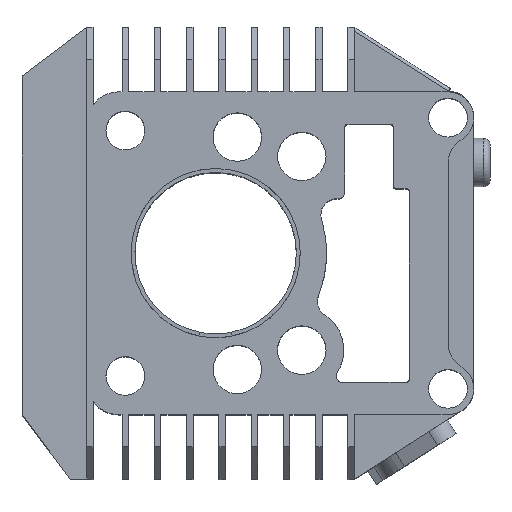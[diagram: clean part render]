
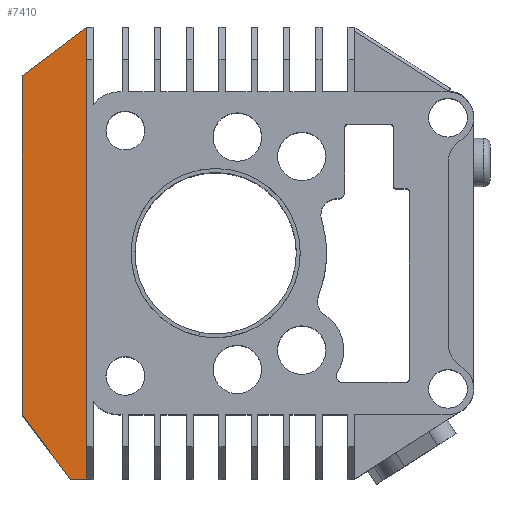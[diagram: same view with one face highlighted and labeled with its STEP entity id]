
A CAD part, top view. The second image highlights one B-rep face of the part: STEP entity #7410.
In plain terms, the highlighted planar face has unit normal (0, 0.011, 1).
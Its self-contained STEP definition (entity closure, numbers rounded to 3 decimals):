
#45=(
BOUNDED_CURVE()
B_SPLINE_CURVE(2,(#12297,#12298,#12299),.UNSPECIFIED.,.F.,.F.)
B_SPLINE_CURVE_WITH_KNOTS((3,3),(0.073,2.539),
 .UNSPECIFIED.)
CURVE()
GEOMETRIC_REPRESENTATION_ITEM()
RATIONAL_B_SPLINE_CURVE((1.008,1.144,1.023))
REPRESENTATION_ITEM('')
);
#459=FACE_OUTER_BOUND('',#874,.T.);
#874=EDGE_LOOP('',(#6311,#6312,#6313,#6314,#6315,#6316));
#1257=LINE('',#11198,#2066);
#1347=LINE('',#11448,#2156);
#1693=LINE('',#12301,#2502);
#1694=LINE('',#12302,#2503);
#1695=LINE('',#12303,#2504);
#2066=VECTOR('',#8916,139.612);
#2156=VECTOR('',#9080,5.);
#2502=VECTOR('',#9946,105.007);
#2503=VECTOR('',#9947,25.001);
#2504=VECTOR('',#9948,0.396);
#3060=VERTEX_POINT('',#10898);
#3200=VERTEX_POINT('',#11197);
#3313=VERTEX_POINT('',#11446);
#3314=VERTEX_POINT('',#11447);
#3502=VERTEX_POINT('',#12296);
#3503=VERTEX_POINT('',#12300);
#3977=EDGE_CURVE('',#3060,#3200,#1257,.T.);
#4100=EDGE_CURVE('',#3313,#3314,#1347,.T.);
#4516=EDGE_CURVE('',#3060,#3502,#45,.T.);
#4517=EDGE_CURVE('',#3502,#3503,#1693,.T.);
#4518=EDGE_CURVE('',#3503,#3313,#1694,.F.);
#4519=EDGE_CURVE('',#3200,#3314,#1695,.T.);
#6311=ORIENTED_EDGE('',*,*,#3977,.F.);
#6312=ORIENTED_EDGE('',*,*,#4516,.T.);
#6313=ORIENTED_EDGE('',*,*,#4517,.T.);
#6314=ORIENTED_EDGE('',*,*,#4518,.T.);
#6315=ORIENTED_EDGE('',*,*,#4100,.T.);
#6316=ORIENTED_EDGE('',*,*,#4519,.F.);
#7044=PLANE('',#8054);
#7410=ADVANCED_FACE('',(#459),#7044,.T.);
#8054=AXIS2_PLACEMENT_3D('',#12295,#9944,#9945);
#8916=DIRECTION('',(0.,-1.,0.011));
#9080=DIRECTION('',(1.,0.,0.));
#9944=DIRECTION('center_axis',(0.,0.011,
1.));
#9945=DIRECTION('ref_axis',(0.,1.,-0.011));
#9946=DIRECTION('',(0.,-1.,0.011));
#9947=DIRECTION('',(-0.6,0.8,-0.009));
#9948=DIRECTION('',(0.,-1.,0.011));
#10898=CARTESIAN_POINT('',(-190.,69.996,157.983));
#11197=CARTESIAN_POINT('',(-190.,-69.608,159.48));
#11198=CARTESIAN_POINT('',(-190.,69.996,157.983));
#11446=CARTESIAN_POINT('',(-195.,-70.004,159.485));
#11447=CARTESIAN_POINT('',(-190.,-70.004,159.485));
#11448=CARTESIAN_POINT('',(-195.,-70.004,159.485));
#12295=CARTESIAN_POINT('Origin',(-210.,-0.651,158.741));
#12296=CARTESIAN_POINT('',(-210.,54.996,158.144));
#12297=CARTESIAN_POINT('Ctrl Pts',(-190.,69.996,157.983));
#12298=CARTESIAN_POINT('Ctrl Pts',(-204.6,59.046,158.1));
#12299=CARTESIAN_POINT('Ctrl Pts',(-210.,54.996,158.144));
#12300=CARTESIAN_POINT('',(-210.,-50.004,159.27));
#12301=CARTESIAN_POINT('',(-210.,54.996,158.144));
#12302=CARTESIAN_POINT('',(-195.,-70.004,159.485));
#12303=CARTESIAN_POINT('',(-190.,-69.608,159.48));
